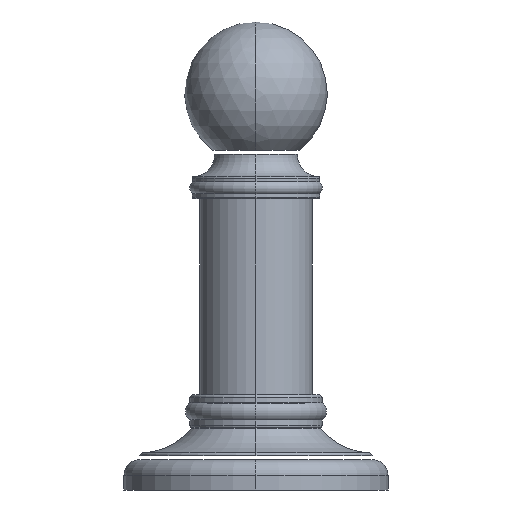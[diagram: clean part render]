
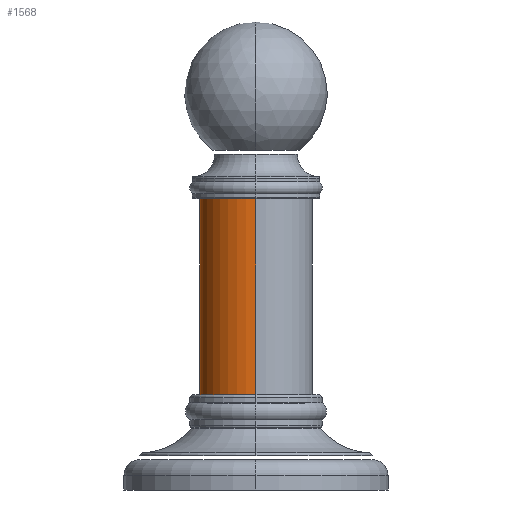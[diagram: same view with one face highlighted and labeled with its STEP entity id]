
A CAD part, left-side view. The second image highlights one B-rep face of the part: STEP entity #1568.
In plain terms, the highlighted cylindrical face has radius 10.8 mm (diameter 21.6 mm), a partial arc.
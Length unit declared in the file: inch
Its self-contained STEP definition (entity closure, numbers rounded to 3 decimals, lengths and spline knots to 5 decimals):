
#1282=CARTESIAN_POINT('',(0.,0.,2.20472));
#1283=DIRECTION('',(0.,0.,1.));
#1284=DIRECTION('',(1.,0.,0.));
#1285=AXIS2_PLACEMENT_3D('',#1282,#1283,#1284);
#1287=DIRECTION('',(0.,0.,-1.));
#1288=VECTOR('',#1287,1.54921);
#1289=CARTESIAN_POINT('',(-0.4252,0.,2.20472));
#1290=LINE('',#1289,#1288);
#1291=CARTESIAN_POINT('',(0.,0.,0.65551));
#1292=DIRECTION('',(0.,0.,-1.));
#1293=DIRECTION('',(-1.,0.,0.));
#1294=AXIS2_PLACEMENT_3D('',#1291,#1292,#1293);
#1296=DIRECTION('',(0.,0.,1.));
#1297=VECTOR('',#1296,1.54921);
#1298=CARTESIAN_POINT('',(0.4252,0.,0.65551));
#1299=LINE('',#1298,#1297);
#1499=CARTESIAN_POINT('',(-0.4252,0.,0.65551));
#1500=CARTESIAN_POINT('',(0.4252,0.,0.65551));
#1501=VERTEX_POINT('',#1499);
#1502=VERTEX_POINT('',#1500);
#1511=CARTESIAN_POINT('',(0.4252,0.,2.20472));
#1512=CARTESIAN_POINT('',(-0.4252,0.,2.20472));
#1513=VERTEX_POINT('',#1511);
#1514=VERTEX_POINT('',#1512);
#1553=CARTESIAN_POINT('',(0.,0.,0.72835));
#1554=DIRECTION('',(0.,0.,1.));
#1555=DIRECTION('',(1.,0.,0.));
#1556=AXIS2_PLACEMENT_3D('',#1553,#1554,#1555);
#1557=CYLINDRICAL_SURFACE('',#1556,0.4252);
#1559=ORIENTED_EDGE('',*,*,#1558,.T.);
#1561=ORIENTED_EDGE('',*,*,#1560,.T.);
#1563=ORIENTED_EDGE('',*,*,#1562,.T.);
#1565=ORIENTED_EDGE('',*,*,#1564,.T.);
#1566=EDGE_LOOP('',(#1559,#1561,#1563,#1565));
#1567=FACE_OUTER_BOUND('',#1566,.F.);
#1568=ADVANCED_FACE('',(#1567),#1557,.T.);
#1286=CIRCLE('',#1285,0.4252);
#1295=CIRCLE('',#1294,0.4252);
#1558=EDGE_CURVE('',#1513,#1514,#1286,.T.);
#1560=EDGE_CURVE('',#1514,#1501,#1290,.T.);
#1562=EDGE_CURVE('',#1501,#1502,#1295,.T.);
#1564=EDGE_CURVE('',#1502,#1513,#1299,.T.);
